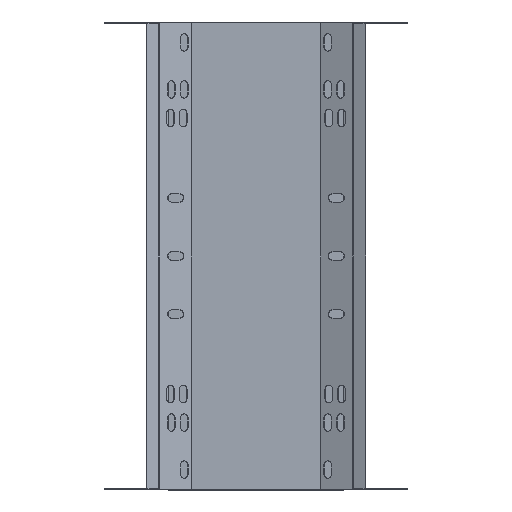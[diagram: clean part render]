
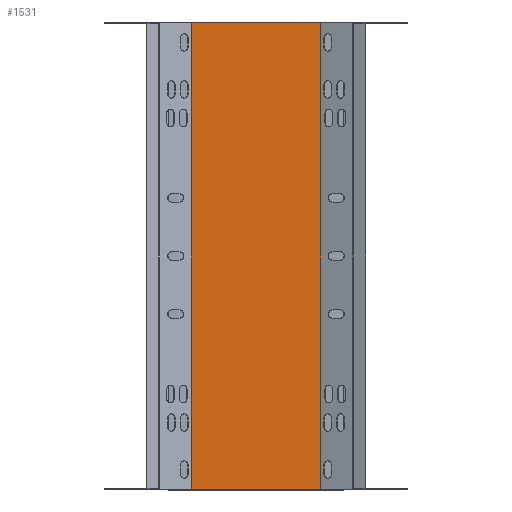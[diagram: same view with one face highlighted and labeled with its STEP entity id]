
A CAD part, front view. The second image highlights one B-rep face of the part: STEP entity #1531.
In plain terms, the highlighted planar face has unit normal (0, -1, 0).
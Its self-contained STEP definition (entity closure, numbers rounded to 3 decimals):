
#114 = EDGE_CURVE ( 'NONE', #7095, #1781, #831, .T. ) ;
#203 = VECTOR ( 'NONE', #3378, 1000. ) ;
#221 = DIRECTION ( 'NONE',  ( -1., 0., 0. ) ) ;
#501 = EDGE_CURVE ( 'NONE', #2576, #2407, #2386, .T. ) ;
#831 = LINE ( 'NONE', #2485, #8246 ) ;
#1531 = ADVANCED_FACE ( 'NONE', ( #7457 ), #4573, .T. ) ;
#1652 = DIRECTION ( 'NONE',  ( -1., 0., 0. ) ) ;
#1781 = VERTEX_POINT ( 'NONE', #2227 ) ;
#1845 = DIRECTION ( 'NONE',  ( 1., 0., 0. ) ) ;
#2151 = VECTOR ( 'NONE', #1845, 1000. ) ;
#2227 = CARTESIAN_POINT ( 'NONE',  ( -55.75, -101., 200.8 ) ) ;
#2386 = LINE ( 'NONE', #8925, #2151 ) ;
#2407 = VERTEX_POINT ( 'NONE', #4489 ) ;
#2485 = CARTESIAN_POINT ( 'NONE',  ( 56.881, -101., 200.8 ) ) ;
#2576 = VERTEX_POINT ( 'NONE', #6279 ) ;
#3360 = EDGE_CURVE ( 'NONE', #2407, #7095, #8787, .T. ) ;
#3378 = DIRECTION ( 'NONE',  ( 0., 0., 1. ) ) ;
#3638 = ORIENTED_EDGE ( 'NONE', *, *, #501, .T. ) ;
#4242 = DIRECTION ( 'NONE',  ( 0., 0., 1. ) ) ;
#4395 = LINE ( 'NONE', #6185, #203 ) ;
#4489 = CARTESIAN_POINT ( 'NONE',  ( 55.75, -101., -200.8 ) ) ;
#4573 = PLANE ( 'NONE',  #6876 ) ;
#5288 = ORIENTED_EDGE ( 'NONE', *, *, #5442, .F. ) ;
#5303 = CARTESIAN_POINT ( 'NONE',  ( -55.75, -101., -199. ) ) ;
#5442 = EDGE_CURVE ( 'NONE', #2576, #1781, #4395, .T. ) ;
#5736 = ORIENTED_EDGE ( 'NONE', *, *, #114, .T. ) ;
#5775 = EDGE_LOOP ( 'NONE', ( #5288, #3638, #7356, #5736 ) ) ;
#6013 = DIRECTION ( 'NONE',  ( 0., -1., 0. ) ) ;
#6185 = CARTESIAN_POINT ( 'NONE',  ( -55.75, -101., -199. ) ) ;
#6279 = CARTESIAN_POINT ( 'NONE',  ( -55.75, -101., -200.8 ) ) ;
#6346 = CARTESIAN_POINT ( 'NONE',  ( 55.75, -101., -199. ) ) ;
#6870 = CARTESIAN_POINT ( 'NONE',  ( 55.75, -101., 200.8 ) ) ;
#6876 = AXIS2_PLACEMENT_3D ( 'NONE', #5303, #6013, #1652 ) ;
#7005 = VECTOR ( 'NONE', #4242, 1000. ) ;
#7095 = VERTEX_POINT ( 'NONE', #6870 ) ;
#7356 = ORIENTED_EDGE ( 'NONE', *, *, #3360, .T. ) ;
#7457 = FACE_OUTER_BOUND ( 'NONE', #5775, .T. ) ;
#8246 = VECTOR ( 'NONE', #221, 1000. ) ;
#8787 = LINE ( 'NONE', #6346, #7005 ) ;
#8925 = CARTESIAN_POINT ( 'NONE',  ( -56.881, -101., -200.8 ) ) ;
